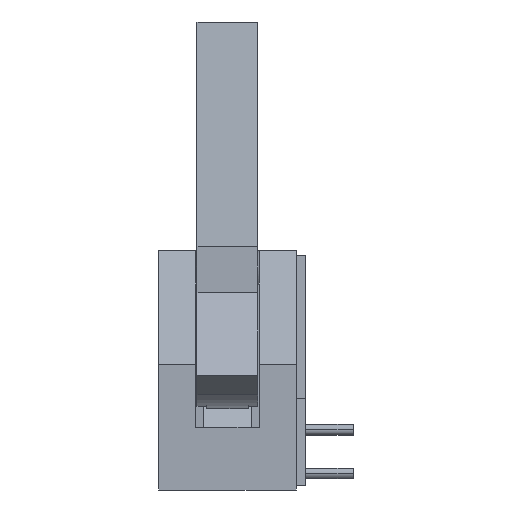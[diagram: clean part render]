
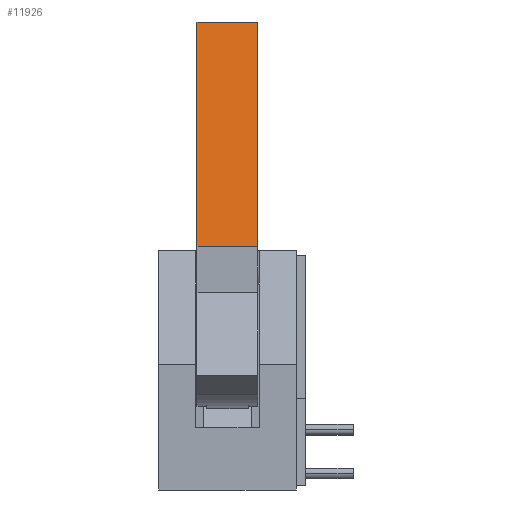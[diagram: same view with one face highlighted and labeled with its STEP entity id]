
A CAD part, left-side view. The second image highlights one B-rep face of the part: STEP entity #11926.
In plain terms, the highlighted planar face has unit normal (-0.986, 0, 0.165).
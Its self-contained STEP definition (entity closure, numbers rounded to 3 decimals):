
#145=DIRECTION('',(0.165,0.,0.986));
#146=VECTOR('',#145,13.26);
#147=CARTESIAN_POINT('',(-19.339,-1.778,6.876));
#148=LINE('',#147,#146);
#3914=DIRECTION('',(0.165,0.,0.986));
#3915=VECTOR('',#3914,13.26);
#3916=CARTESIAN_POINT('',(-19.339,1.778,6.876));
#3917=LINE('',#3916,#3915);
#4220=DIRECTION('',(0.,1.,0.));
#4221=VECTOR('',#4220,3.556);
#4222=CARTESIAN_POINT('',(-17.15,-1.778,19.954));
#4223=LINE('',#4222,#4221);
#4224=DIRECTION('',(0.,1.,0.));
#4225=VECTOR('',#4224,3.556);
#4226=CARTESIAN_POINT('',(-19.339,-1.778,6.876));
#4227=LINE('',#4226,#4225);
#5550=CARTESIAN_POINT('',(-19.339,-1.778,6.876));
#5551=CARTESIAN_POINT('',(-17.15,-1.778,19.954));
#5552=VERTEX_POINT('',#5550);
#5553=VERTEX_POINT('',#5551);
#5570=CARTESIAN_POINT('',(-19.339,1.778,6.876));
#5571=CARTESIAN_POINT('',(-17.15,1.778,19.954));
#5572=VERTEX_POINT('',#5570);
#5573=VERTEX_POINT('',#5571);
#11914=CARTESIAN_POINT('',(-19.339,-1.778,6.876));
#11915=DIRECTION('',(-0.986,0.,0.165));
#11916=DIRECTION('',(0.165,0.,0.986));
#11917=AXIS2_PLACEMENT_3D('',#11914,#11915,#11916);
#11918=PLANE('',#11917);
#11919=ORIENTED_EDGE('',*,*,#5870,.F.);
#11921=ORIENTED_EDGE('',*,*,#11920,.T.);
#11922=ORIENTED_EDGE('',*,*,#11391,.T.);
#11923=ORIENTED_EDGE('',*,*,#11907,.F.);
#11924=EDGE_LOOP('',(#11919,#11921,#11922,#11923));
#11925=FACE_OUTER_BOUND('',#11924,.F.);
#11926=ADVANCED_FACE('',(#11925),#11918,.T.);
#5870=EDGE_CURVE('',#5552,#5553,#148,.T.);
#11391=EDGE_CURVE('',#5572,#5573,#3917,.T.);
#11907=EDGE_CURVE('',#5553,#5573,#4223,.T.);
#11920=EDGE_CURVE('',#5552,#5572,#4227,.T.);
